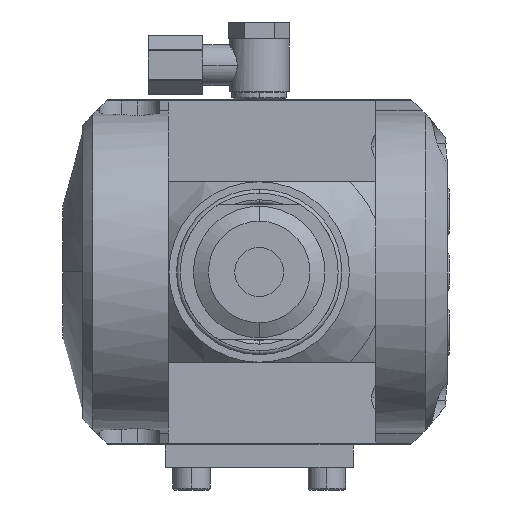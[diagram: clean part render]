
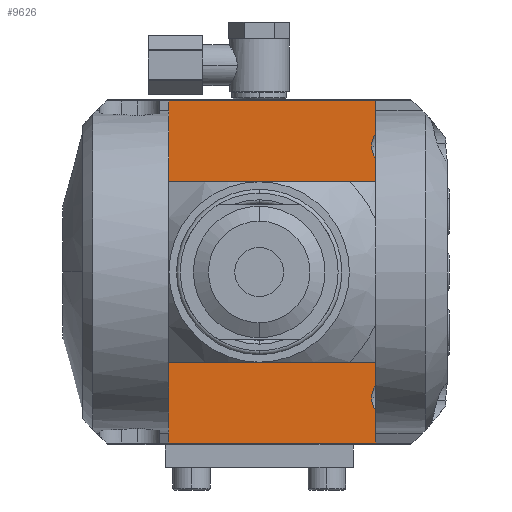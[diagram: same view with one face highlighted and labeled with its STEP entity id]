
A CAD part, left-side view. The second image highlights one B-rep face of the part: STEP entity #9626.
In plain terms, the highlighted planar face has unit normal (-1, 0, 0).
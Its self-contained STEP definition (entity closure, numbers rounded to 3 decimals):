
#587=DIRECTION('',(0.,-1.,0.));
#588=VECTOR('',#587,55.);
#589=CARTESIAN_POINT('',(-29.8,24.,45.5));
#590=LINE('',#589,#588);
#724=DIRECTION('',(0.,0.,1.));
#725=VECTOR('',#724,8.697);
#726=CARTESIAN_POINT('',(-29.8,-31.,-45.5));
#727=LINE('',#726,#725);
#728=DIRECTION('',(0.,0.,1.));
#729=VECTOR('',#728,60.394);
#730=CARTESIAN_POINT('',(-29.8,-31.,-30.197));
#731=LINE('',#730,#729);
#732=DIRECTION('',(0.,0.,1.));
#733=VECTOR('',#732,8.697);
#734=CARTESIAN_POINT('',(-29.8,-31.,36.803));
#735=LINE('',#734,#733);
#1015=DIRECTION('',(0.,0.,1.));
#1016=VECTOR('',#1015,91.);
#1017=CARTESIAN_POINT('',(-29.8,24.,-45.5));
#1018=LINE('',#1017,#1016);
#2158=DIRECTION('',(0.,1.,0.));
#2159=VECTOR('',#2158,55.);
#2160=CARTESIAN_POINT('',(-29.8,-31.,-45.5));
#2161=LINE('',#2160,#2159);
#3053=CARTESIAN_POINT('',(-29.8,-35.5,-33.5));
#3054=DIRECTION('',(1.,0.,0.));
#3055=DIRECTION('',(0.,1.,0.));
#3056=AXIS2_PLACEMENT_3D('',#3053,#3054,#3055);
#3356=CARTESIAN_POINT('',(-29.8,-35.5,-33.5));
#3357=DIRECTION('',(1.,0.,0.));
#3358=DIRECTION('',(0.,0.806,-0.592));
#3359=AXIS2_PLACEMENT_3D('',#3356,#3357,#3358);
#3574=CARTESIAN_POINT('',(-29.8,-35.5,33.5));
#3575=DIRECTION('',(1.,0.,0.));
#3576=DIRECTION('',(0.,0.806,-0.592));
#3577=AXIS2_PLACEMENT_3D('',#3574,#3575,#3576);
#3640=CARTESIAN_POINT('',(-29.8,-35.5,33.5));
#3641=DIRECTION('',(1.,0.,0.));
#3642=DIRECTION('',(0.,1.,0.));
#3643=AXIS2_PLACEMENT_3D('',#3640,#3641,#3642);
#5365=CARTESIAN_POINT('',(-29.8,24.,-45.5));
#5366=CARTESIAN_POINT('',(-29.8,24.,45.5));
#5367=VERTEX_POINT('',#5365);
#5368=VERTEX_POINT('',#5366);
#5369=CARTESIAN_POINT('',(-29.8,-31.,45.5));
#5370=VERTEX_POINT('',#5369);
#5371=CARTESIAN_POINT('',(-29.8,-31.,-45.5));
#5372=VERTEX_POINT('',#5371);
#5472=CARTESIAN_POINT('',(-29.8,-31.,30.197));
#5473=CARTESIAN_POINT('',(-29.8,-29.918,33.5));
#5474=VERTEX_POINT('',#5472);
#5475=VERTEX_POINT('',#5473);
#5476=CARTESIAN_POINT('',(-29.8,-31.,36.803));
#5477=VERTEX_POINT('',#5476);
#5484=CARTESIAN_POINT('',(-29.8,-29.918,-33.5));
#5485=CARTESIAN_POINT('',(-29.8,-31.,-30.197));
#5486=VERTEX_POINT('',#5484);
#5487=VERTEX_POINT('',#5485);
#5488=CARTESIAN_POINT('',(-29.8,-31.,-36.803));
#5489=VERTEX_POINT('',#5488);
#9605=CARTESIAN_POINT('',(-29.8,24.,-57.));
#9606=DIRECTION('',(1.,0.,0.));
#9607=DIRECTION('',(0.,0.,1.));
#9608=AXIS2_PLACEMENT_3D('',#9605,#9606,#9607);
#9609=PLANE('',#9608);
#9611=ORIENTED_EDGE('',*,*,#9610,.F.);
#9613=ORIENTED_EDGE('',*,*,#9612,.F.);
#9614=ORIENTED_EDGE('',*,*,#7294,.F.);
#9615=ORIENTED_EDGE('',*,*,#8836,.T.);
#9616=ORIENTED_EDGE('',*,*,#7517,.T.);
#9617=ORIENTED_EDGE('',*,*,#7167,.T.);
#9618=ORIENTED_EDGE('',*,*,#7310,.F.);
#9620=ORIENTED_EDGE('',*,*,#9619,.F.);
#9622=ORIENTED_EDGE('',*,*,#9621,.F.);
#9623=ORIENTED_EDGE('',*,*,#7302,.F.);
#9624=EDGE_LOOP('',(#9611,#9613,#9614,#9615,#9616,#9617,#9618,#9620,#9622,
#9623));
#9625=FACE_OUTER_BOUND('',#9624,.F.);
#9626=ADVANCED_FACE('',(#9625),#9609,.F.);
#3057=CIRCLE('',#3056,5.582);
#3360=CIRCLE('',#3359,5.582);
#3578=CIRCLE('',#3577,5.582);
#3644=CIRCLE('',#3643,5.582);
#7167=EDGE_CURVE('',#5368,#5370,#590,.T.);
#7294=EDGE_CURVE('',#5372,#5489,#727,.T.);
#7302=EDGE_CURVE('',#5487,#5474,#731,.T.);
#7310=EDGE_CURVE('',#5477,#5370,#735,.T.);
#7517=EDGE_CURVE('',#5367,#5368,#1018,.T.);
#8836=EDGE_CURVE('',#5372,#5367,#2161,.T.);
#9610=EDGE_CURVE('',#5486,#5487,#3057,.T.);
#9612=EDGE_CURVE('',#5489,#5486,#3360,.T.);
#9619=EDGE_CURVE('',#5475,#5477,#3644,.T.);
#9621=EDGE_CURVE('',#5474,#5475,#3578,.T.);
